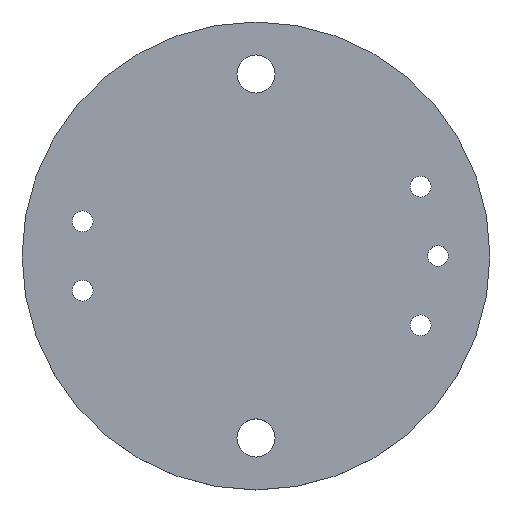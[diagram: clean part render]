
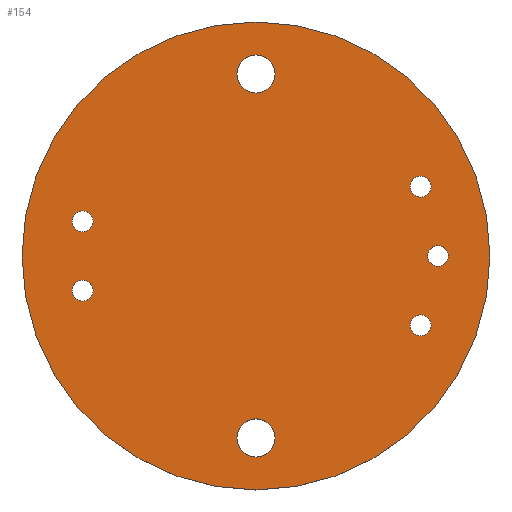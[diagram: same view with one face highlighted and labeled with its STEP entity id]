
A CAD part, top view. The second image highlights one B-rep face of the part: STEP entity #154.
In plain terms, the highlighted planar face has unit normal (0, 0, 1).
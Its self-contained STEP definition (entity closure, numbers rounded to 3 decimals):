
#42 = VERTEX_POINT('',#43);
#43 = CARTESIAN_POINT('',(168.5,-107.25,1.51));
#49 = EDGE_CURVE('',#42,#42,#50,.T.);
#50 = CIRCLE('',#51,13.5);
#51 = AXIS2_PLACEMENT_3D('',#52,#53,#54);
#52 = CARTESIAN_POINT('',(155.,-107.25,1.51));
#53 = DIRECTION('',(0.,0.,1.));
#54 = DIRECTION('',(1.,0.,-0.));
#154 = ADVANCED_FACE('',(#155,#158,#169,#180,#191,#202,#213,#224),#235,
  .T.);
#155 = FACE_BOUND('',#156,.T.);
#156 = EDGE_LOOP('',(#157));
#157 = ORIENTED_EDGE('',*,*,#49,.T.);
#158 = FACE_BOUND('',#159,.T.);
#159 = EDGE_LOOP('',(#160));
#160 = ORIENTED_EDGE('',*,*,#161,.T.);
#161 = EDGE_CURVE('',#162,#162,#164,.T.);
#162 = VERTEX_POINT('',#163);
#163 = CARTESIAN_POINT('',(155.,-118.85,1.51));
#164 = CIRCLE('',#165,1.1);
#165 = AXIS2_PLACEMENT_3D('',#166,#167,#168);
#166 = CARTESIAN_POINT('',(155.,-117.75,1.51));
#167 = DIRECTION('',(-0.,0.,-1.));
#168 = DIRECTION('',(-0.,-1.,0.));
#169 = FACE_BOUND('',#170,.T.);
#170 = EDGE_LOOP('',(#171));
#171 = ORIENTED_EDGE('',*,*,#172,.T.);
#172 = EDGE_CURVE('',#173,#173,#175,.T.);
#173 = VERTEX_POINT('',#174);
#174 = CARTESIAN_POINT('',(145.,-109.85,1.51));
#175 = CIRCLE('',#176,0.6);
#176 = AXIS2_PLACEMENT_3D('',#177,#178,#179);
#177 = CARTESIAN_POINT('',(145.,-109.25,1.51));
#178 = DIRECTION('',(-0.,0.,-1.));
#179 = DIRECTION('',(-0.,-1.,0.));
#180 = FACE_BOUND('',#181,.T.);
#181 = EDGE_LOOP('',(#182));
#182 = ORIENTED_EDGE('',*,*,#183,.T.);
#183 = EDGE_CURVE('',#184,#184,#186,.T.);
#184 = VERTEX_POINT('',#185);
#185 = CARTESIAN_POINT('',(164.5,-111.85,1.51));
#186 = CIRCLE('',#187,0.6);
#187 = AXIS2_PLACEMENT_3D('',#188,#189,#190);
#188 = CARTESIAN_POINT('',(164.5,-111.25,1.51));
#189 = DIRECTION('',(-0.,0.,-1.));
#190 = DIRECTION('',(-0.,-1.,0.));
#191 = FACE_BOUND('',#192,.T.);
#192 = EDGE_LOOP('',(#193));
#193 = ORIENTED_EDGE('',*,*,#194,.T.);
#194 = EDGE_CURVE('',#195,#195,#197,.T.);
#195 = VERTEX_POINT('',#196);
#196 = CARTESIAN_POINT('',(145.,-105.85,1.51));
#197 = CIRCLE('',#198,0.6);
#198 = AXIS2_PLACEMENT_3D('',#199,#200,#201);
#199 = CARTESIAN_POINT('',(145.,-105.25,1.51));
#200 = DIRECTION('',(-0.,0.,-1.));
#201 = DIRECTION('',(-0.,-1.,0.));
#202 = FACE_BOUND('',#203,.T.);
#203 = EDGE_LOOP('',(#204));
#204 = ORIENTED_EDGE('',*,*,#205,.T.);
#205 = EDGE_CURVE('',#206,#206,#208,.T.);
#206 = VERTEX_POINT('',#207);
#207 = CARTESIAN_POINT('',(155.,-97.85,1.51));
#208 = CIRCLE('',#209,1.1);
#209 = AXIS2_PLACEMENT_3D('',#210,#211,#212);
#210 = CARTESIAN_POINT('',(155.,-96.75,1.51));
#211 = DIRECTION('',(-0.,0.,-1.));
#212 = DIRECTION('',(-0.,-1.,0.));
#213 = FACE_BOUND('',#214,.T.);
#214 = EDGE_LOOP('',(#215));
#215 = ORIENTED_EDGE('',*,*,#216,.T.);
#216 = EDGE_CURVE('',#217,#217,#219,.T.);
#217 = VERTEX_POINT('',#218);
#218 = CARTESIAN_POINT('',(165.5,-107.85,1.51));
#219 = CIRCLE('',#220,0.6);
#220 = AXIS2_PLACEMENT_3D('',#221,#222,#223);
#221 = CARTESIAN_POINT('',(165.5,-107.25,1.51));
#222 = DIRECTION('',(-0.,0.,-1.));
#223 = DIRECTION('',(-0.,-1.,0.));
#224 = FACE_BOUND('',#225,.T.);
#225 = EDGE_LOOP('',(#226));
#226 = ORIENTED_EDGE('',*,*,#227,.T.);
#227 = EDGE_CURVE('',#228,#228,#230,.T.);
#228 = VERTEX_POINT('',#229);
#229 = CARTESIAN_POINT('',(164.5,-103.85,1.51));
#230 = CIRCLE('',#231,0.6);
#231 = AXIS2_PLACEMENT_3D('',#232,#233,#234);
#232 = CARTESIAN_POINT('',(164.5,-103.25,1.51));
#233 = DIRECTION('',(-0.,0.,-1.));
#234 = DIRECTION('',(-0.,-1.,0.));
#235 = PLANE('',#236);
#236 = AXIS2_PLACEMENT_3D('',#237,#238,#239);
#237 = CARTESIAN_POINT('',(0.,0.,1.51));
#238 = DIRECTION('',(0.,0.,1.));
#239 = DIRECTION('',(1.,0.,-0.));
